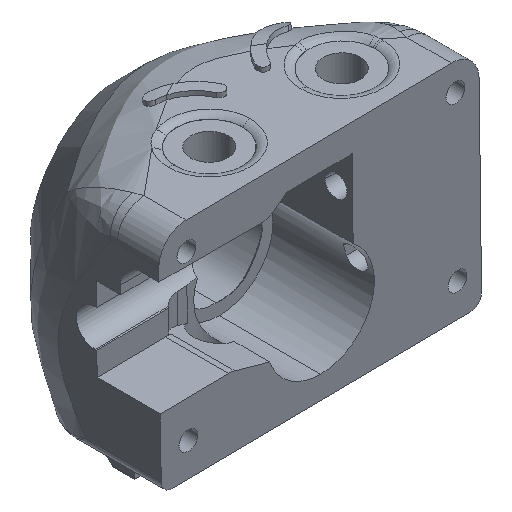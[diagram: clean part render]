
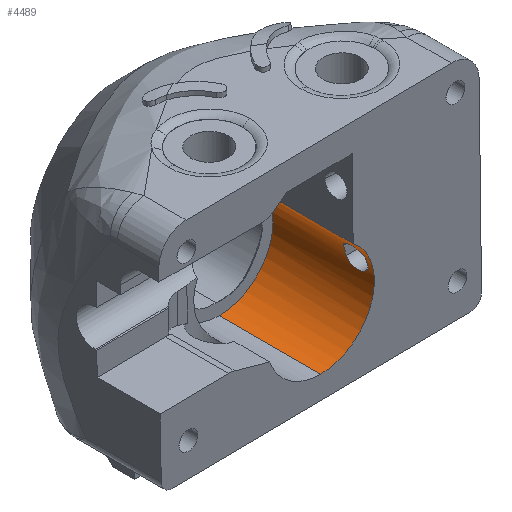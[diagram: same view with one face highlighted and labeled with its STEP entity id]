
A CAD part, isometric view. The second image highlights one B-rep face of the part: STEP entity #4489.
In plain terms, the highlighted cylindrical face has radius 4.875 mm (diameter 9.75 mm), a partial arc.
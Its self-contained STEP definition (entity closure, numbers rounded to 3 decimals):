
#62 = EDGE_CURVE ( 'NONE', #7920, #7539, #6983, .T. ) ;
#317 = CARTESIAN_POINT ( 'NONE',  ( -3.121, 9.569, 18.75 ) ) ;
#378 = EDGE_CURVE ( 'NONE', #7920, #1323, #3540, .T. ) ;
#529 = FACE_OUTER_BOUND ( 'NONE', #795, .T. ) ;
#571 = CARTESIAN_POINT ( 'NONE',  ( -0.17, 8.574, 12.25 ) ) ;
#637 = CIRCLE ( 'NONE', #8949, 4.875 ) ;
#747 = DIRECTION ( 'NONE',  ( 0., 0., 1. ) ) ;
#795 = EDGE_LOOP ( 'NONE', ( #8366, #5979, #3820, #2990, #4861, #7790 ) ) ;
#869 = EDGE_CURVE ( 'NONE', #8850, #4142, #637, .T. ) ;
#880 = ORIENTED_EDGE ( 'NONE', *, *, #4011, .T. ) ;
#1048 = DIRECTION ( 'NONE',  ( 0., 1., 0. ) ) ;
#1323 = VERTEX_POINT ( 'NONE', #5414 ) ;
#1382 = LINE ( 'NONE', #2150, #3389 ) ;
#1391 = CARTESIAN_POINT ( 'NONE',  ( -4.45, 11.115, 17.036 ) ) ;
#1528 = EDGE_CURVE ( 'NONE', #2543, #4142, #1382, .T. ) ;
#1561 = CARTESIAN_POINT ( 'NONE',  ( -5.026, 13.007, 16.487 ) ) ;
#1666 = ORIENTED_EDGE ( 'NONE', *, *, #4022, .F. ) ;
#1672 = CARTESIAN_POINT ( 'NONE',  ( -5.009, 12.849, 16.35 ) ) ;
#1846 = EDGE_CURVE ( 'NONE', #9455, #2543, #6488, .T. ) ;
#2080 = CARTESIAN_POINT ( 'NONE',  ( -0.17, 8.574, 18.75 ) ) ;
#2150 = CARTESIAN_POINT ( 'NONE',  ( -3.121, 9.569, 18.75 ) ) ;
#2189 = ORIENTED_EDGE ( 'NONE', *, *, #378, .T. ) ;
#2208 = CARTESIAN_POINT ( 'NONE',  ( -4.451, 11.116, 17.467 ) ) ;
#2273 = AXIS2_PLACEMENT_3D ( 'NONE', #9228, #5325, #3089 ) ;
#2285 = EDGE_LOOP ( 'NONE', ( #2189, #1666, #880, #3433 ) ) ;
#2543 = VERTEX_POINT ( 'NONE', #5084 ) ;
#2609 = CIRCLE ( 'NONE', #8317, 4.875 ) ;
#2678 = CARTESIAN_POINT ( 'NONE',  ( -0.17, 18.324, 9.575 ) ) ;
#2935 = VERTEX_POINT ( 'NONE', #8334 ) ;
#2964 = CARTESIAN_POINT ( 'NONE',  ( -4.488, 11.182, 17.681 ) ) ;
#2990 = ORIENTED_EDGE ( 'NONE', *, *, #1846, .F. ) ;
#3089 = DIRECTION ( 'NONE',  ( 0., -1., 0. ) ) ;
#3389 = VECTOR ( 'NONE', #5247, 1000. ) ;
#3433 = ORIENTED_EDGE ( 'NONE', *, *, #62, .F. ) ;
#3445 = CARTESIAN_POINT ( 'NONE',  ( -0.17, 13.449, 9.575 ) ) ;
#3508 = DIRECTION ( 'NONE',  ( 0., 0., -1. ) ) ;
#3540 = CIRCLE ( 'NONE', #5318, 4.875 ) ;
#3545 = CARTESIAN_POINT ( 'NONE',  ( -0.17, 18.324, 18.75 ) ) ;
#3580 = CIRCLE ( 'NONE', #2273, 4.875 ) ;
#3735 = CARTESIAN_POINT ( 'NONE',  ( -4.604, 11.42, 18.019 ) ) ;
#3785 = CARTESIAN_POINT ( 'NONE',  ( -4.571, 11.351, 17.94 ) ) ;
#3820 = ORIENTED_EDGE ( 'NONE', *, *, #1528, .F. ) ;
#3855 = CARTESIAN_POINT ( 'NONE',  ( -4.982, 12.667, 18.25 ) ) ;
#4011 = EDGE_CURVE ( 'NONE', #2935, #7539, #3580, .T. ) ;
#4022 = EDGE_CURVE ( 'NONE', #2935, #1323, #9242, .T. ) ;
#4142 = VERTEX_POINT ( 'NONE', #317 ) ;
#4352 = LINE ( 'NONE', #3545, #7827 ) ;
#4439 = CARTESIAN_POINT ( 'NONE',  ( -0.17, 8.574, 9.575 ) ) ;
#4489 = ADVANCED_FACE ( 'NONE', ( #529, #5793 ), #9654, .F. ) ;
#4534 = DIRECTION ( 'NONE',  ( -1., 0., 0. ) ) ;
#4772 = CARTESIAN_POINT ( 'NONE',  ( -4.982, 12.667, 16.25 ) ) ;
#4861 = ORIENTED_EDGE ( 'NONE', *, *, #9575, .T. ) ;
#5027 = DIRECTION ( 'NONE',  ( 0., 0., 1. ) ) ;
#5084 = CARTESIAN_POINT ( 'NONE',  ( -3.121, 9.569, 12.25 ) ) ;
#5247 = DIRECTION ( 'NONE',  ( 0., 0., 1. ) ) ;
#5257 = CARTESIAN_POINT ( 'NONE',  ( -4.599, 11.407, 16.473 ) ) ;
#5307 = CARTESIAN_POINT ( 'NONE',  ( -4.672, 11.566, 16.336 ) ) ;
#5318 = AXIS2_PLACEMENT_3D ( 'NONE', #7055, #8659, #1048 ) ;
#5325 = DIRECTION ( 'NONE',  ( 0., 0., 1. ) ) ;
#5371 = VERTEX_POINT ( 'NONE', #4439 ) ;
#5414 = CARTESIAN_POINT ( 'NONE',  ( -4.982, 12.667, 18.25 ) ) ;
#5793 = FACE_BOUND ( 'NONE', #2285, .T. ) ;
#5923 = CARTESIAN_POINT ( 'NONE',  ( -0.17, 18.324, 18.75 ) ) ;
#5979 = ORIENTED_EDGE ( 'NONE', *, *, #869, .T. ) ;
#6130 = CARTESIAN_POINT ( 'NONE',  ( -5.028, 13.02, 18.021 ) ) ;
#6139 = AXIS2_PLACEMENT_3D ( 'NONE', #9049, #9717, #7297 ) ;
#6190 = CARTESIAN_POINT ( 'NONE',  ( -4.998, 12.762, 16.294 ) ) ;
#6488 = CIRCLE ( 'NONE', #6139, 4.875 ) ;
#6846 = CARTESIAN_POINT ( 'NONE',  ( -4.741, 11.753, 16.25 ) ) ;
#6947 = CARTESIAN_POINT ( 'NONE',  ( -4.706, 11.66, 18.207 ) ) ;
#6983 = B_SPLINE_CURVE_WITH_KNOTS ( 'NONE', 3,
 ( #9160, #6947, #8442, #3735, #3785, #2964, #2208, #1391, #9379, #5257, #5307, #6846 ),
 .UNSPECIFIED., .F., .F.,
 ( 4, 2, 2, 2, 2, 4 ),
 ( 0., 0., 0.001, 0.001, 0.002, 0.003 ),
 .UNSPECIFIED. ) ;
#7055 = CARTESIAN_POINT ( 'NONE',  ( -0.17, 13.449, 18.25 ) ) ;
#7218 = VERTEX_POINT ( 'NONE', #2678 ) ;
#7297 = DIRECTION ( 'NONE',  ( -1., 0., 0. ) ) ;
#7375 = DIRECTION ( 'NONE',  ( 0., 0., -1. ) ) ;
#7539 = VERTEX_POINT ( 'NONE', #7959 ) ;
#7695 = CARTESIAN_POINT ( 'NONE',  ( -5.043, 13.308, 17.041 ) ) ;
#7747 = CARTESIAN_POINT ( 'NONE',  ( -5.042, 13.247, 17.668 ) ) ;
#7790 = ORIENTED_EDGE ( 'NONE', *, *, #8852, .F. ) ;
#7827 = VECTOR ( 'NONE', #7375, 1000. ) ;
#7920 = VERTEX_POINT ( 'NONE', #8644 ) ;
#7959 = CARTESIAN_POINT ( 'NONE',  ( -4.741, 11.753, 16.25 ) ) ;
#8317 = AXIS2_PLACEMENT_3D ( 'NONE', #3445, #5027, #9068 ) ;
#8334 = CARTESIAN_POINT ( 'NONE',  ( -4.982, 12.667, 16.25 ) ) ;
#8365 = DIRECTION ( 'NONE',  ( 0., 0., -1. ) ) ;
#8366 = ORIENTED_EDGE ( 'NONE', *, *, #8781, .F. ) ;
#8442 = CARTESIAN_POINT ( 'NONE',  ( -4.671, 11.575, 18.152 ) ) ;
#8619 = CARTESIAN_POINT ( 'NONE',  ( -5.043, 13.308, 17.458 ) ) ;
#8644 = CARTESIAN_POINT ( 'NONE',  ( -4.741, 11.753, 18.25 ) ) ;
#8659 = DIRECTION ( 'NONE',  ( 0., 0., -1. ) ) ;
#8781 = EDGE_CURVE ( 'NONE', #8850, #7218, #4352, .T. ) ;
#8850 = VERTEX_POINT ( 'NONE', #5923 ) ;
#8852 = EDGE_CURVE ( 'NONE', #7218, #5371, #2609, .T. ) ;
#8937 = CARTESIAN_POINT ( 'NONE',  ( -0.17, 13.449, 18.75 ) ) ;
#8949 = AXIS2_PLACEMENT_3D ( 'NONE', #9151, #747, #4534 ) ;
#9049 = CARTESIAN_POINT ( 'NONE',  ( -0.17, 13.449, 12.25 ) ) ;
#9068 = DIRECTION ( 'NONE',  ( -1., 0., 0. ) ) ;
#9081 = LINE ( 'NONE', #2080, #9138 ) ;
#9138 = VECTOR ( 'NONE', #8365, 1000. ) ;
#9151 = CARTESIAN_POINT ( 'NONE',  ( -0.17, 13.449, 18.75 ) ) ;
#9160 = CARTESIAN_POINT ( 'NONE',  ( -4.741, 11.753, 18.25 ) ) ;
#9228 = CARTESIAN_POINT ( 'NONE',  ( -0.17, 13.449, 16.25 ) ) ;
#9242 = B_SPLINE_CURVE_WITH_KNOTS ( 'NONE', 3,
 ( #4772, #6190, #1672, #1561, #9285, #9342, #7695, #8619, #7747, #6130, #10035, #3855 ),
 .UNSPECIFIED., .F., .F.,
 ( 4, 2, 2, 2, 2, 4 ),
 ( 0., 0., 0.001, 0.001, 0.002, 0.003 ),
 .UNSPECIFIED. ) ;
#9285 = CARTESIAN_POINT ( 'NONE',  ( -5.031, 13.076, 16.567 ) ) ;
#9342 = CARTESIAN_POINT ( 'NONE',  ( -5.042, 13.246, 16.83 ) ) ;
#9379 = CARTESIAN_POINT ( 'NONE',  ( -4.487, 11.18, 16.823 ) ) ;
#9455 = VERTEX_POINT ( 'NONE', #571 ) ;
#9575 = EDGE_CURVE ( 'NONE', #9455, #5371, #9081, .T. ) ;
#9623 = AXIS2_PLACEMENT_3D ( 'NONE', #8937, #3508, #9704 ) ;
#9654 = CYLINDRICAL_SURFACE ( 'NONE', #9623, 4.875 ) ;
#9704 = DIRECTION ( 'NONE',  ( 0., -1., 0. ) ) ;
#9717 = DIRECTION ( 'NONE',  ( 0., 0., -1. ) ) ;
#10035 = CARTESIAN_POINT ( 'NONE',  ( -5.013, 12.857, 18.163 ) ) ;
